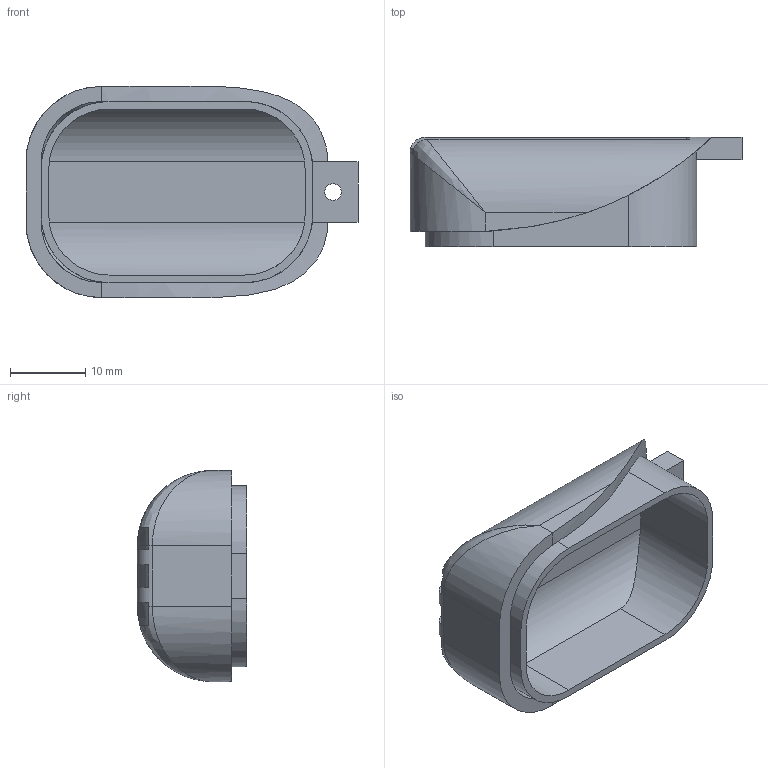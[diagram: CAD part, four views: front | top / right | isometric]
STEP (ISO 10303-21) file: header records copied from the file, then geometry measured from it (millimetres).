
FILE_DESCRIPTION (( 'STEP AP214' ), '1' );
FILE_NAME ('CAPOT LAMPE3-1.STEP', '2020-01-15T09:55:50', ( '' ), ( '' ), 'SwSTEP 2.0', 'SolidWorks 2014', '' );
FILE_SCHEMA (( 'AUTOMOTIVE_DESIGN' ));
Length unit declared in the file: millimetre
Products named in the file (1): CAPOT LAMPE3-1
Bounding box: 44 x 14.5 x 27.99 mm (x, y, z)
Volume: 3644.1 mm3; surface area: 5239.8 mm2
Topology: 1 solids, 1 shells, 73 faces, 198 edges, 127 vertices
Faces by surface type: plane 39, cylinder 24, bspline 6, cone 2, torus 2
Entity records: 2941 total; most frequent: CARTESIAN_POINT 1133, ORIENTED_EDGE 394, DIRECTION 338, EDGE_CURVE 197, VERTEX_POINT 127, AXIS2_PLACEMENT_3D 115, VECTOR 108, LINE 108
